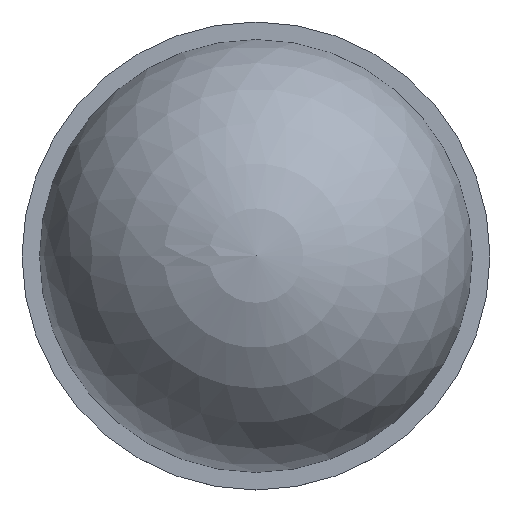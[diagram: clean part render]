
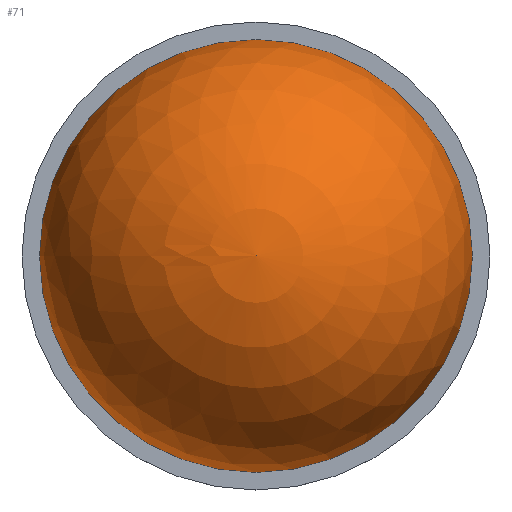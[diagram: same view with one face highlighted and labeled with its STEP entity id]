
A CAD part, top view. The second image highlights one B-rep face of the part: STEP entity #71.
In plain terms, the highlighted spherical face has radius 58.75 mm.
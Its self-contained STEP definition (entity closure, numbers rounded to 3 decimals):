
#15=SPHERICAL_SURFACE('',#93,58.75);
#23=FACE_OUTER_BOUND('',#29,.T.);
#29=EDGE_LOOP('',(#60,#61,#62));
#37=CIRCLE('',#92,58.722);
#38=CIRCLE('',#94,58.75);
#43=VERTEX_POINT('',#132);
#44=VERTEX_POINT('',#135);
#50=EDGE_CURVE('',#43,#43,#37,.T.);
#51=EDGE_CURVE('',#44,#43,#38,.T.);
#60=ORIENTED_EDGE('',*,*,#50,.T.);
#61=ORIENTED_EDGE('',*,*,#51,.F.);
#62=ORIENTED_EDGE('',*,*,#51,.T.);
#71=ADVANCED_FACE('',(#23),#15,.T.);
#92=AXIS2_PLACEMENT_3D('',#133,#110,#111);
#93=AXIS2_PLACEMENT_3D('',#134,#112,#113);
#94=AXIS2_PLACEMENT_3D('',#136,#114,#115);
#110=DIRECTION('center_axis',(0.,0.,1.));
#111=DIRECTION('ref_axis',(1.,0.,0.));
#112=DIRECTION('center_axis',(0.,0.,1.));
#113=DIRECTION('ref_axis',(1.,0.,0.));
#114=DIRECTION('center_axis',(0.,-1.,0.));
#115=DIRECTION('ref_axis',(-1.,0.,0.));
#132=CARTESIAN_POINT('',(-58.722,0.,1.8));
#133=CARTESIAN_POINT('Origin',(0.,0.,1.8));
#134=CARTESIAN_POINT('Origin',(0.,0.,0.));
#135=CARTESIAN_POINT('',(0.,0.,58.75));
#136=CARTESIAN_POINT('Origin',(0.,0.,0.));
